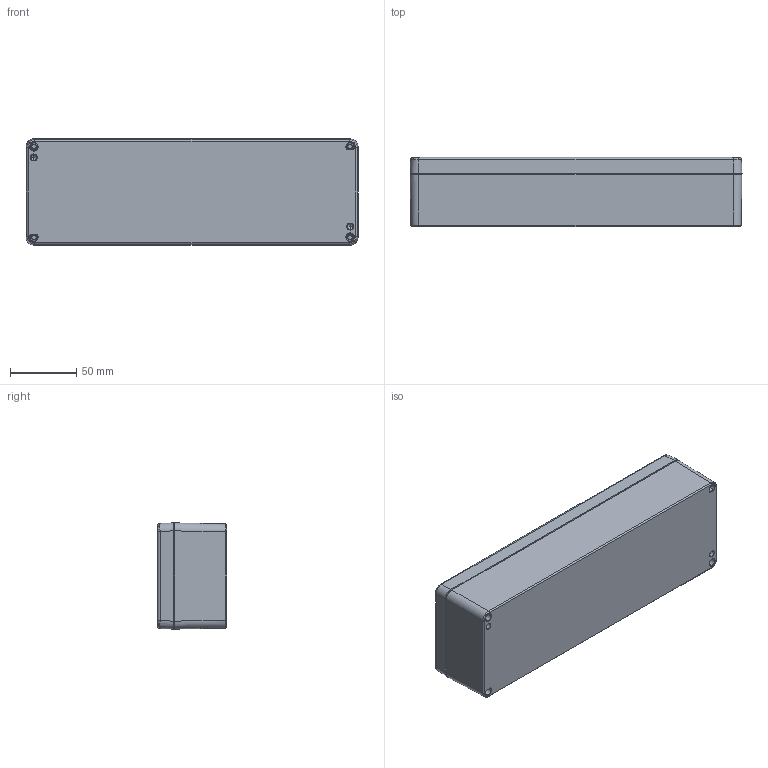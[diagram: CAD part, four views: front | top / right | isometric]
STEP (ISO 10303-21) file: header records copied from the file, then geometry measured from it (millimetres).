
FILE_DESCRIPTION (( 'STEP AP214' ), '1' );
FILE_NAME ('01082505.STEP', '2009-03-10T07:17:47', ( ' ' ), ( '' ), 'SwSTEP 2.0', 'SolidWorks 2008', '' );
FILE_SCHEMA (( 'AUTOMOTIVE_DESIGN' ));
Length unit declared in the file: millimetre
Products named in the file (8): 93132_Standard; 82003_Standard; 01082505; 02028_Standard; 01028_Standard
Assembly tree (7 placements, depth 2):
  01082505
    02028_Standard
    93132_Standard
    82003_Standard
    93132_Standard
    93132_Standard
    01028_Standard
    93132_Standard
Bounding box: 250 x 52 x 80 mm (x, y, z)
Volume: 271461.5 mm3; surface area: 149267.8 mm2
Topology: 7 solids, 7 shells, 870 faces, 2005 edges, 1157 vertices
Faces by surface type: bspline 293, cylinder 178, plane 177, torus 112, cone 106, sphere 4
Entity records: 35273 total; most frequent: CARTESIAN_POINT 17426, ORIENTED_EDGE 3970, DIRECTION 3367, EDGE_CURVE 1985, AXIS2_PLACEMENT_3D 1376, VERTEX_POINT 1157, EDGE_LOOP 918, ADVANCED_FACE 870
